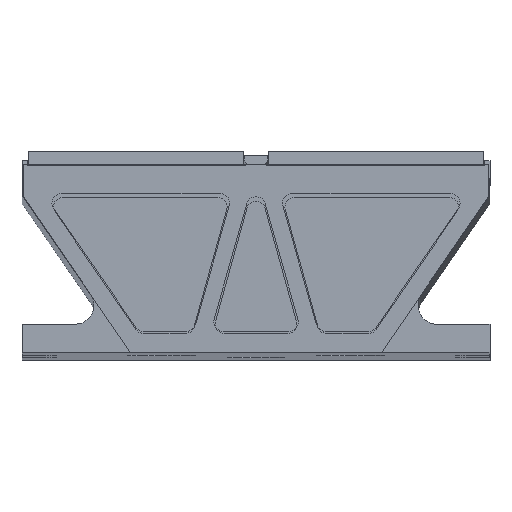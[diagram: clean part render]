
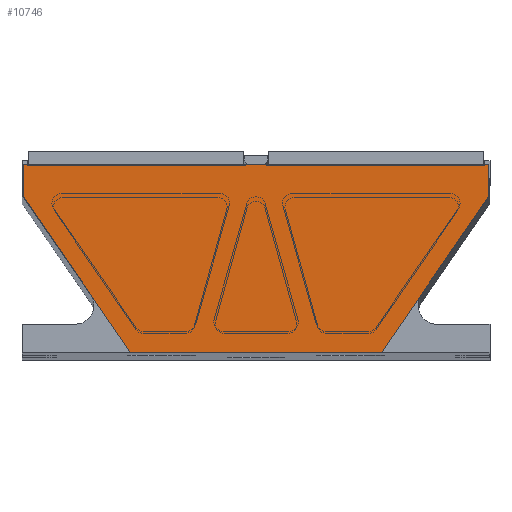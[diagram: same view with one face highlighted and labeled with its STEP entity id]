
A CAD part, top view. The second image highlights one B-rep face of the part: STEP entity #10746.
In plain terms, the highlighted planar face has unit normal (0, 0, 1).
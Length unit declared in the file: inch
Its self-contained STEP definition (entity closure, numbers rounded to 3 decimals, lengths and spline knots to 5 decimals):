
#116 = ORIENTED_EDGE ( 'NONE', *, *, #10183, .F. ) ;
#265 = VECTOR ( 'NONE', #12067, 39.37008 ) ;
#792 = CARTESIAN_POINT ( 'NONE',  ( -1.0555, -1.656, 19.80304 ) ) ;
#843 = EDGE_CURVE ( 'NONE', #1156, #1519, #9473, .T. ) ;
#1156 = VERTEX_POINT ( 'NONE', #3261 ) ;
#1187 = DIRECTION ( 'NONE',  ( 0., 1., 0. ) ) ;
#1194 = ORIENTED_EDGE ( 'NONE', *, *, #3981, .F. ) ;
#1239 = VECTOR ( 'NONE', #12554, 39.37008 ) ;
#1350 = EDGE_CURVE ( 'NONE', #1156, #6904, #3815, .T. ) ;
#1403 = VECTOR ( 'NONE', #12932, 39.37008 ) ;
#1519 = VERTEX_POINT ( 'NONE', #792 ) ;
#2106 = DIRECTION ( 'NONE',  ( 0., 0., 1. ) ) ;
#2292 = VERTEX_POINT ( 'NONE', #13643 ) ;
#2401 = LINE ( 'NONE', #6591, #4528 ) ;
#3218 = VERTEX_POINT ( 'NONE', #6247 ) ;
#3261 = CARTESIAN_POINT ( 'NONE',  ( 1.0555, -1.656, 19.80304 ) ) ;
#3451 = DIRECTION ( 'NONE',  ( 0., -1., 0. ) ) ;
#3769 = FACE_OUTER_BOUND ( 'NONE', #5764, .T. ) ;
#3815 = LINE ( 'NONE', #9210, #7397 ) ;
#3981 = EDGE_CURVE ( 'NONE', #1519, #2292, #13395, .T. ) ;
#4403 = ORIENTED_EDGE ( 'NONE', *, *, #1350, .T. ) ;
#4528 = VECTOR ( 'NONE', #1187, 39.37008 ) ;
#4621 = CARTESIAN_POINT ( 'NONE',  ( 1.9535, -0.0812, 19.80304 ) ) ;
#4814 = DIRECTION ( 'NONE',  ( 0.566, 0.824, 0. ) ) ;
#5764 = EDGE_LOOP ( 'NONE', ( #1194, #6059, #4403, #13667, #116, #12263 ) ) ;
#6059 = ORIENTED_EDGE ( 'NONE', *, *, #843, .F. ) ;
#6179 = CARTESIAN_POINT ( 'NONE',  ( -1.9535, -0.0812, 19.80304 ) ) ;
#6247 = CARTESIAN_POINT ( 'NONE',  ( 1.9535, -0.0812, 19.80304 ) ) ;
#6364 = DIRECTION ( 'NONE',  ( 1., 0., 0. ) ) ;
#6435 = LINE ( 'NONE', #6777, #12446 ) ;
#6511 = CARTESIAN_POINT ( 'NONE',  ( -1.9535, -1.656, 19.80304 ) ) ;
#6591 = CARTESIAN_POINT ( 'NONE',  ( -1.9535, -0.0812, 19.80304 ) ) ;
#6777 = CARTESIAN_POINT ( 'NONE',  ( 1.9535, -0.0812, 19.80304 ) ) ;
#6904 = VERTEX_POINT ( 'NONE', #11876 ) ;
#7397 = VECTOR ( 'NONE', #4814, 39.37008 ) ;
#8233 = PLANE ( 'NONE',  #13248 ) ;
#9038 = CARTESIAN_POINT ( 'NONE',  ( -1.9535, -0.34862, 19.80304 ) ) ;
#9210 = CARTESIAN_POINT ( 'NONE',  ( 1.9535, -0.34862, 19.80304 ) ) ;
#9447 = EDGE_CURVE ( 'NONE', #3218, #6904, #6435, .T. ) ;
#9473 = LINE ( 'NONE', #11582, #1239 ) ;
#10183 = EDGE_CURVE ( 'NONE', #11650, #3218, #12037, .T. ) ;
#10746 = ADVANCED_FACE ( 'NONE', ( #3769 ), #8233, .T. ) ;
#11582 = CARTESIAN_POINT ( 'NONE',  ( -1.9535, -1.656, 19.80304 ) ) ;
#11650 = VERTEX_POINT ( 'NONE', #6179 ) ;
#11876 = CARTESIAN_POINT ( 'NONE',  ( 1.9535, -0.34862, 19.80304 ) ) ;
#12037 = LINE ( 'NONE', #4621, #1403 ) ;
#12067 = DIRECTION ( 'NONE',  ( -0.566, 0.824, 0. ) ) ;
#12142 = EDGE_CURVE ( 'NONE', #2292, #11650, #2401, .T. ) ;
#12263 = ORIENTED_EDGE ( 'NONE', *, *, #12142, .F. ) ;
#12446 = VECTOR ( 'NONE', #3451, 39.37008 ) ;
#12554 = DIRECTION ( 'NONE',  ( -1., 0., 0. ) ) ;
#12932 = DIRECTION ( 'NONE',  ( 1., 0., 0. ) ) ;
#13248 = AXIS2_PLACEMENT_3D ( 'NONE', #6511, #2106, #6364 ) ;
#13395 = LINE ( 'NONE', #9038, #265 ) ;
#13643 = CARTESIAN_POINT ( 'NONE',  ( -1.9535, -0.34862, 19.80304 ) ) ;
#13667 = ORIENTED_EDGE ( 'NONE', *, *, #9447, .F. ) ;
